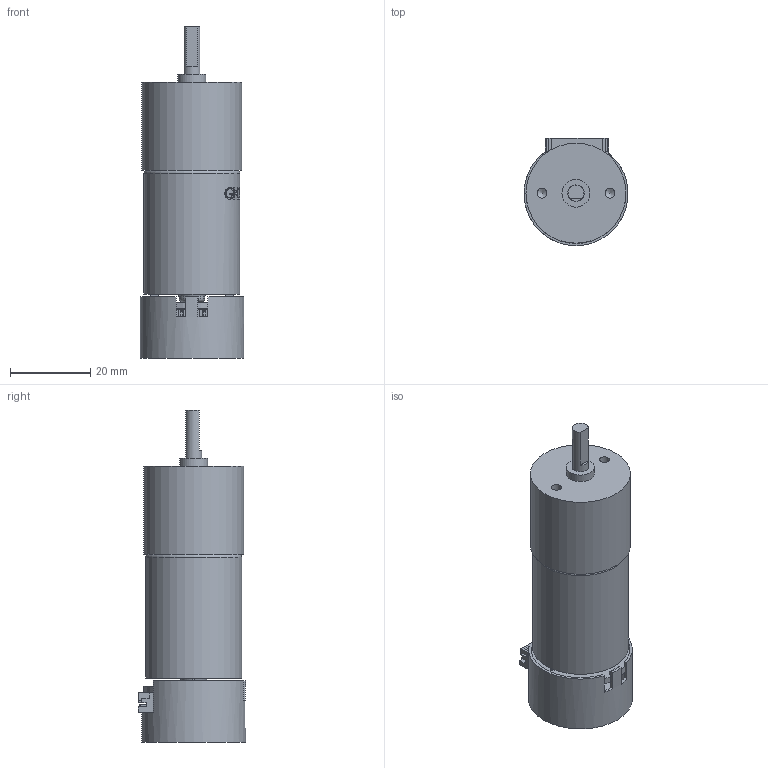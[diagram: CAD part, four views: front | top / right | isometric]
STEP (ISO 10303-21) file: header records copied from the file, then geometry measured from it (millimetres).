
FILE_DESCRIPTION(('FreeCAD Model'),'2;1');
FILE_NAME( 'GM25-370_encoder.step', '2018-11-15T09:25:47',('Author'),(''), 'Open CASCADE STEP processor 7.3','FreeCAD','Unknown');
FILE_SCHEMA(('AUTOMOTIVE_DESIGN { 1 0 10303 214 1 1 1 1 }'));
Length unit declared in the file: millimetre
Products named in the file (1): Fusion
Bounding box: 26 x 26.81 x 83 mm (x, y, z)
Surface area: 10594.5 mm2 (no closed solid volume)
Topology: 0 solids, 12 shells, 519 faces, 1348 edges, 877 vertices
Faces by surface type: plane 384, bspline 69, cylinder 59, cone 4, torus 3
Full cylindrical faces by diameter (mm): 1 x2, 2.459 x2, 4 x1, 4.1 x1, 6 x1, 6.5 x1, 7 x1, 23.4 x1, 24 x1, 24.7 x1, 25 x2, 26 x1
Entity records: 44455 total; most frequent: CARTESIAN_POINT 14870, DIRECTION 4418, LINE 2993, VECTOR 2993, ORIENTED_EDGE 2692, PCURVE 2692, DEFINITIONAL_REPRESENTATION 2692, EDGE_CURVE 1346
